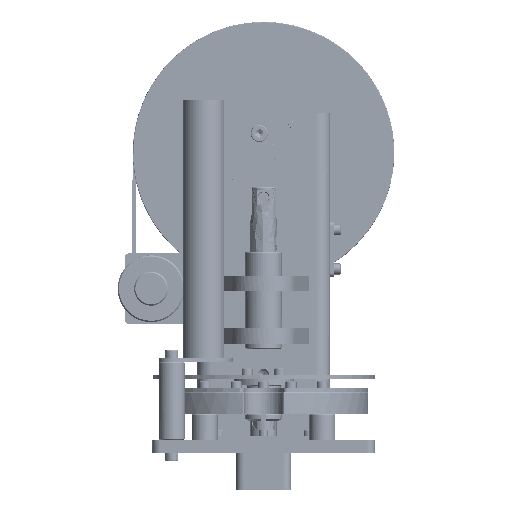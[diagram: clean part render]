
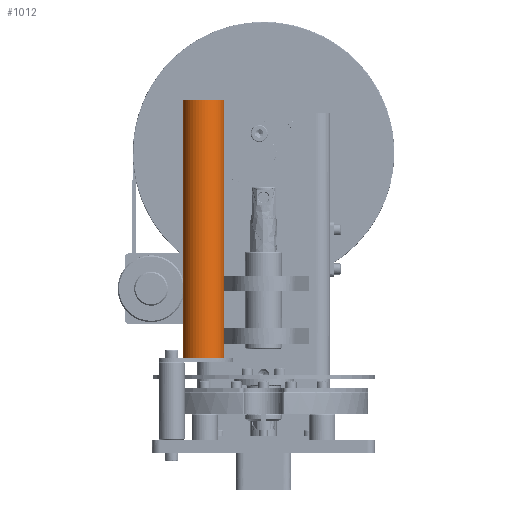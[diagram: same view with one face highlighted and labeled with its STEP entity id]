
A CAD part, front view. The second image highlights one B-rep face of the part: STEP entity #1012.
In plain terms, the highlighted free-form (B-spline) face has degree [2, 1] with [9, 2] control points.
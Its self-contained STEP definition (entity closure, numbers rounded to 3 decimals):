
#1012 = ADVANCED_FACE('',(#1013),#1061,.T.);
#1013 = FACE_BOUND('',#1014,.T.);
#1014 = EDGE_LOOP('',(#1015,#1027,#1035,#1042,#1052,#1060));
#1015 = ORIENTED_EDGE('',*,*,#1016,.F.);
#1016 = EDGE_CURVE('',#1017,#1019,#1021,.T.);
#1017 = VERTEX_POINT('',#1018);
#1018 = CARTESIAN_POINT('',(-50.03,-48.626,
    183.764));
#1019 = VERTEX_POINT('',#1020);
#1020 = CARTESIAN_POINT('',(-29.277,-30.681,
    183.764));
#1021 = ( BOUNDED_CURVE() B_SPLINE_CURVE(2,(#1022,#1023,#1024,#1025,
#1026),.UNSPECIFIED.,.F.,.F.) B_SPLINE_CURVE_WITH_KNOTS((3,2,3),(0.,
1.571,3.142),.PIECEWISE_BEZIER_KNOTS.) CURVE() 
GEOMETRIC_REPRESENTATION_ITEM() RATIONAL_B_SPLINE_CURVE((1.,
0.707,1.,0.707,1.)) REPRESENTATION_ITEM('') );
#1022 = CARTESIAN_POINT('',(-50.03,-48.626,
    183.764));
#1023 = CARTESIAN_POINT('',(-41.057,-59.002,
    183.764));
#1024 = CARTESIAN_POINT('',(-30.681,-50.03,
    183.764));
#1025 = CARTESIAN_POINT('',(-20.305,-41.057,
    183.764));
#1026 = CARTESIAN_POINT('',(-29.277,-30.681,
    183.764));
#1027 = ORIENTED_EDGE('',*,*,#1028,.F.);
#1028 = EDGE_CURVE('',#1019,#1017,#1029,.T.);
#1029 = ( BOUNDED_CURVE() B_SPLINE_CURVE(2,(#1030,#1031,#1032,#1033,
#1034),.UNSPECIFIED.,.F.,.F.) B_SPLINE_CURVE_WITH_KNOTS((3,2,3),(
    3.142,4.712,6.283),
.PIECEWISE_BEZIER_KNOTS.) CURVE() GEOMETRIC_REPRESENTATION_ITEM() 
RATIONAL_B_SPLINE_CURVE((1.,0.707,1.,0.707,1.)) 
REPRESENTATION_ITEM('') );
#1030 = CARTESIAN_POINT('',(-29.277,-30.681,
    183.764));
#1031 = CARTESIAN_POINT('',(-38.249,-20.305,
    183.764));
#1032 = CARTESIAN_POINT('',(-48.626,-29.277,
    183.764));
#1033 = CARTESIAN_POINT('',(-59.002,-38.249,
    183.764));
#1034 = CARTESIAN_POINT('',(-50.03,-48.626,
    183.764));
#1035 = ORIENTED_EDGE('',*,*,#1036,.T.);
#1036 = EDGE_CURVE('',#1019,#1037,#1039,.T.);
#1037 = VERTEX_POINT('',#1038);
#1038 = CARTESIAN_POINT('',(-29.277,-30.681,
    11.216));
#1039 = B_SPLINE_CURVE_WITH_KNOTS('',1,(#1040,#1041),.UNSPECIFIED.,.F.,
  .F.,(2,2),(-200.,0.),.PIECEWISE_BEZIER_KNOTS.);
#1040 = CARTESIAN_POINT('',(-29.277,-30.681,
    183.764));
#1041 = CARTESIAN_POINT('',(-29.277,-30.681,
    11.216));
#1042 = ORIENTED_EDGE('',*,*,#1043,.T.);
#1043 = EDGE_CURVE('',#1037,#1044,#1046,.T.);
#1044 = VERTEX_POINT('',#1045);
#1045 = CARTESIAN_POINT('',(-50.03,-48.626,
    11.216));
#1046 = ( BOUNDED_CURVE() B_SPLINE_CURVE(2,(#1047,#1048,#1049,#1050,
#1051),.UNSPECIFIED.,.F.,.F.) B_SPLINE_CURVE_WITH_KNOTS((3,2,3),(
    3.142,4.712,6.283),
.PIECEWISE_BEZIER_KNOTS.) CURVE() GEOMETRIC_REPRESENTATION_ITEM() 
RATIONAL_B_SPLINE_CURVE((1.,0.707,1.,0.707,1.)) 
REPRESENTATION_ITEM('') );
#1047 = CARTESIAN_POINT('',(-29.277,-30.681,
    11.216));
#1048 = CARTESIAN_POINT('',(-38.249,-20.305,
    11.216));
#1049 = CARTESIAN_POINT('',(-48.626,-29.277,
    11.216));
#1050 = CARTESIAN_POINT('',(-59.002,-38.249,
    11.216));
#1051 = CARTESIAN_POINT('',(-50.03,-48.626,
    11.216));
#1052 = ORIENTED_EDGE('',*,*,#1053,.T.);
#1053 = EDGE_CURVE('',#1044,#1037,#1054,.T.);
#1054 = ( BOUNDED_CURVE() B_SPLINE_CURVE(2,(#1055,#1056,#1057,#1058,
#1059),.UNSPECIFIED.,.F.,.F.) B_SPLINE_CURVE_WITH_KNOTS((3,2,3),(0.,
1.571,3.142),.PIECEWISE_BEZIER_KNOTS.) CURVE() 
GEOMETRIC_REPRESENTATION_ITEM() RATIONAL_B_SPLINE_CURVE((1.,
0.707,1.,0.707,1.)) REPRESENTATION_ITEM('') );
#1055 = CARTESIAN_POINT('',(-50.03,-48.626,
    11.216));
#1056 = CARTESIAN_POINT('',(-41.057,-59.002,
    11.216));
#1057 = CARTESIAN_POINT('',(-30.681,-50.03,
    11.216));
#1058 = CARTESIAN_POINT('',(-20.305,-41.057,
    11.216));
#1059 = CARTESIAN_POINT('',(-29.277,-30.681,
    11.216));
#1060 = ORIENTED_EDGE('',*,*,#1036,.F.);
#1061 = ( BOUNDED_SURFACE() B_SPLINE_SURFACE(2,1,(
    (#1062,#1063)
    ,(#1064,#1065)
    ,(#1066,#1067)
    ,(#1068,#1069)
    ,(#1070,#1071)
    ,(#1072,#1073)
    ,(#1074,#1075)
    ,(#1076,#1077)
    ,(#1078,#1079
)),.UNSPECIFIED.,.T.,.F.,.F.) B_SPLINE_SURFACE_WITH_KNOTS((3,2,2,2,3),(2
    ,2),(-3.142,-2.094,0.,2.094,3.142)
,(0.,200.),.UNSPECIFIED.) GEOMETRIC_REPRESENTATION_ITEM() 
RATIONAL_B_SPLINE_SURFACE((
    (0.75,0.75)
    ,(0.75,0.75)
    ,(1.,1.)
    ,(0.5,0.5)
    ,(1.,1.)
    ,(0.5,0.5)
    ,(1.,1.)
    ,(0.75,0.75)
,(0.75,0.75))) REPRESENTATION_ITEM('') SURFACE() );
#1062 = CARTESIAN_POINT('',(-29.277,-30.681,
    11.216));
#1063 = CARTESIAN_POINT('',(-29.277,-30.681,
    183.764));
#1064 = CARTESIAN_POINT('',(-34.457,-24.69,
    11.216));
#1065 = CARTESIAN_POINT('',(-34.457,-24.69,
    183.764));
#1066 = CARTESIAN_POINT('',(-42.236,-26.181,
    11.216));
#1067 = CARTESIAN_POINT('',(-42.236,-26.181,
    183.764));
#1068 = CARTESIAN_POINT('',(-65.57,-30.653,
    11.216));
#1069 = CARTESIAN_POINT('',(-65.57,-30.653,
    183.764));
#1070 = CARTESIAN_POINT('',(-50.03,-48.626,
    11.216));
#1071 = CARTESIAN_POINT('',(-50.03,-48.626,
    183.764));
#1072 = CARTESIAN_POINT('',(-34.489,-66.598,
    11.216));
#1073 = CARTESIAN_POINT('',(-34.489,-66.598,
    183.764));
#1074 = CARTESIAN_POINT('',(-26.695,-44.153,
    11.216));
#1075 = CARTESIAN_POINT('',(-26.695,-44.153,
    183.764));
#1076 = CARTESIAN_POINT('',(-24.097,-36.672,
    11.216));
#1077 = CARTESIAN_POINT('',(-24.097,-36.672,
    183.764));
#1078 = CARTESIAN_POINT('',(-29.277,-30.681,
    11.216));
#1079 = CARTESIAN_POINT('',(-29.277,-30.681,
    183.764));
